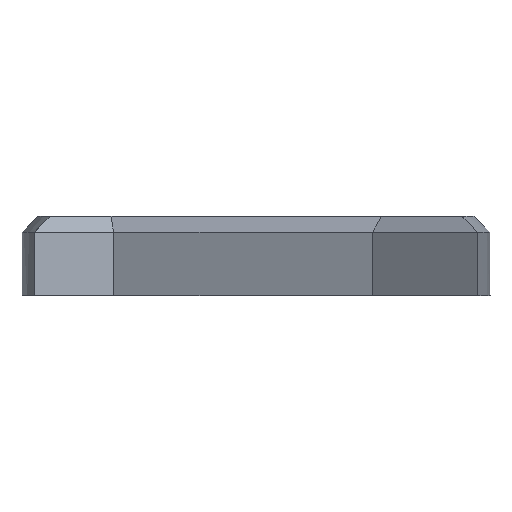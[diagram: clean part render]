
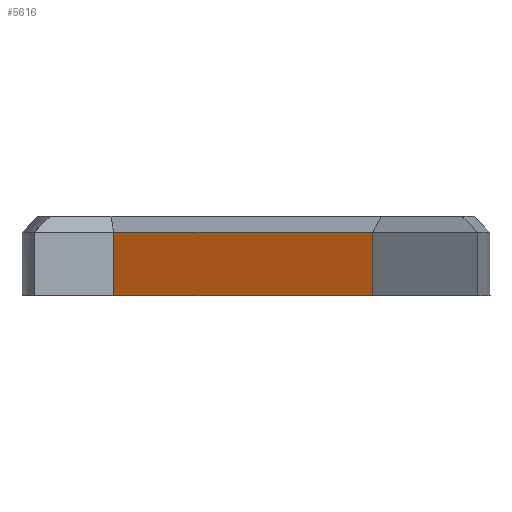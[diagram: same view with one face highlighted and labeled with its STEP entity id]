
A CAD part, left-side view. The second image highlights one B-rep face of the part: STEP entity #5616.
In plain terms, the highlighted planar face has unit normal (-0.898, 0.44, 0).
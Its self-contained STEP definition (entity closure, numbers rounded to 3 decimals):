
#168 = FACE_OUTER_BOUND ( 'NONE', #9864, .T. ) ;
#363 = VECTOR ( 'NONE', #5439, 1000. ) ;
#692 = EDGE_CURVE ( 'NONE', #778, #7478, #4262, .T. ) ;
#720 = LINE ( 'NONE', #11643, #9407 ) ;
#778 = VERTEX_POINT ( 'NONE', #8968 ) ;
#1061 = CARTESIAN_POINT ( 'NONE',  ( -41.779, 59.811, 0.73 ) ) ;
#1235 = ORIENTED_EDGE ( 'NONE', *, *, #3081, .T. ) ;
#1376 = ORIENTED_EDGE ( 'NONE', *, *, #5029, .F. ) ;
#1440 = ORIENTED_EDGE ( 'NONE', *, *, #10180, .T. ) ;
#1441 = CARTESIAN_POINT ( 'NONE',  ( -41.779, 59.811, 4.23 ) ) ;
#1831 = VECTOR ( 'NONE', #3168, 1000. ) ;
#2103 = LINE ( 'NONE', #10689, #1831 ) ;
#3081 = EDGE_CURVE ( 'NONE', #778, #9742, #720, .T. ) ;
#3168 = DIRECTION ( 'NONE',  ( 0., 0., 1. ) ) ;
#4142 = VERTEX_POINT ( 'NONE', #12536 ) ;
#4262 = LINE ( 'NONE', #1061, #5697 ) ;
#4633 = PLANE ( 'NONE',  #12945 ) ;
#4979 = DIRECTION ( 'NONE',  ( 0., 0., 1. ) ) ;
#5029 = EDGE_CURVE ( 'NONE', #7478, #4142, #2103, .T. ) ;
#5403 = ORIENTED_EDGE ( 'NONE', *, *, #692, .F. ) ;
#5439 = DIRECTION ( 'NONE',  ( 0.44, 0.898, 0. ) ) ;
#5509 = LINE ( 'NONE', #8627, #363 ) ;
#5616 = ADVANCED_FACE ( 'NONE', ( #168 ), #4633, .T. ) ;
#5697 = VECTOR ( 'NONE', #7515, 1000. ) ;
#7478 = VERTEX_POINT ( 'NONE', #8856 ) ;
#7515 = DIRECTION ( 'NONE',  ( 0.44, 0.898, 0. ) ) ;
#8627 = CARTESIAN_POINT ( 'NONE',  ( -41.779, 59.811, 3.53 ) ) ;
#8856 = CARTESIAN_POINT ( 'NONE',  ( -36.178, 71.257, 0.73 ) ) ;
#8968 = CARTESIAN_POINT ( 'NONE',  ( -41.779, 59.811, 0.73 ) ) ;
#9407 = VECTOR ( 'NONE', #4979, 1000. ) ;
#9742 = VERTEX_POINT ( 'NONE', #13343 ) ;
#9864 = EDGE_LOOP ( 'NONE', ( #1376, #5403, #1235, #1440 ) ) ;
#10092 = DIRECTION ( 'NONE',  ( -0.44, -0.898, 0. ) ) ;
#10180 = EDGE_CURVE ( 'NONE', #9742, #4142, #5509, .T. ) ;
#10689 = CARTESIAN_POINT ( 'NONE',  ( -36.178, 71.257, 4.23 ) ) ;
#10890 = DIRECTION ( 'NONE',  ( -0.898, 0.44, 0. ) ) ;
#11643 = CARTESIAN_POINT ( 'NONE',  ( -41.779, 59.811, 4.23 ) ) ;
#12536 = CARTESIAN_POINT ( 'NONE',  ( -36.178, 71.257, 3.53 ) ) ;
#12945 = AXIS2_PLACEMENT_3D ( 'NONE', #1441, #10890, #10092 ) ;
#13343 = CARTESIAN_POINT ( 'NONE',  ( -41.779, 59.811, 3.53 ) ) ;
